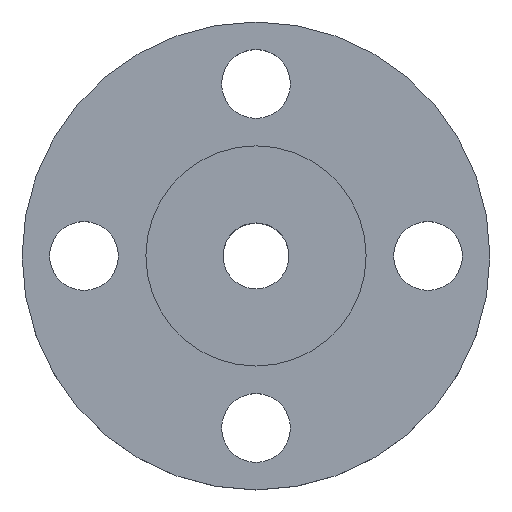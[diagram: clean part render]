
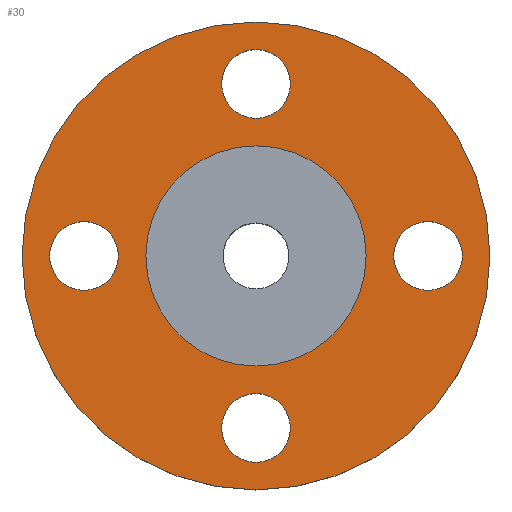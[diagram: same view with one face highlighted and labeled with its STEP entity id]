
A CAD part, top view. The second image highlights one B-rep face of the part: STEP entity #30.
In plain terms, the highlighted planar face has unit normal (0, 0, 1).
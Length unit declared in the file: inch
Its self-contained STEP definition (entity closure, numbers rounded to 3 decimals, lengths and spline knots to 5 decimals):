
#1 = DIRECTION ( 'NONE',  ( 0., 0., 1. ) ) ;
#7 = ORIENTED_EDGE ( 'NONE', *, *, #673, .F. ) ;
#12 = CIRCLE ( 'NONE', #752, 0.3125 ) ;
#15 = EDGE_LOOP ( 'NONE', ( #660, #7 ) ) ;
#21 = DIRECTION ( 'NONE',  ( -1., 0., 0. ) ) ;
#30 = ADVANCED_FACE ( 'NONE', ( #235, #373, #547, #633, #175, #567 ), #832, .F. ) ;
#31 = CIRCLE ( 'NONE', #826, 0.3125 ) ;
#37 = DIRECTION ( 'NONE',  ( 1., 0., 0. ) ) ;
#41 = DIRECTION ( 'NONE',  ( 1., 0., 0. ) ) ;
#69 = CARTESIAN_POINT ( 'NONE',  ( 0., 0., -0.0625 ) ) ;
#70 = ORIENTED_EDGE ( 'NONE', *, *, #220, .F. ) ;
#80 = VERTEX_POINT ( 'NONE', #496 ) ;
#83 = EDGE_LOOP ( 'NONE', ( #734, #279 ) ) ;
#84 = AXIS2_PLACEMENT_3D ( 'NONE', #575, #840, #312 ) ;
#89 = VERTEX_POINT ( 'NONE', #750 ) ;
#105 = CARTESIAN_POINT ( 'NONE',  ( -1.5625, 0., -0.0625 ) ) ;
#109 = CARTESIAN_POINT ( 'NONE',  ( -1.5625, 0., -0.0625 ) ) ;
#114 = CARTESIAN_POINT ( 'NONE',  ( 0., 1.5625, -0.0625 ) ) ;
#117 = CIRCLE ( 'NONE', #472, 1. ) ;
#118 = CIRCLE ( 'NONE', #807, 0.3125 ) ;
#148 = VERTEX_POINT ( 'NONE', #513 ) ;
#165 = DIRECTION ( 'NONE',  ( -1., 0., 0. ) ) ;
#172 = CIRCLE ( 'NONE', #609, 0.3125 ) ;
#175 = FACE_BOUND ( 'NONE', #390, .T. ) ;
#195 = EDGE_CURVE ( 'NONE', #783, #89, #451, .T. ) ;
#200 = VERTEX_POINT ( 'NONE', #308 ) ;
#203 = ORIENTED_EDGE ( 'NONE', *, *, #634, .F. ) ;
#205 = VERTEX_POINT ( 'NONE', #322 ) ;
#213 = CARTESIAN_POINT ( 'NONE',  ( 0., 1.5625, -0.0625 ) ) ;
#220 = EDGE_CURVE ( 'NONE', #200, #743, #117, .T. ) ;
#223 = DIRECTION ( 'NONE',  ( 0., 0., -1. ) ) ;
#227 = CARTESIAN_POINT ( 'NONE',  ( -2.125, 0., -0.0625 ) ) ;
#235 = FACE_BOUND ( 'NONE', #433, .T. ) ;
#243 = EDGE_CURVE ( 'NONE', #391, #309, #12, .T. ) ;
#260 = DIRECTION ( 'NONE',  ( 1., 0., 0. ) ) ;
#264 = DIRECTION ( 'NONE',  ( 0., 0., 1. ) ) ;
#279 = ORIENTED_EDGE ( 'NONE', *, *, #595, .F. ) ;
#288 = CARTESIAN_POINT ( 'NONE',  ( 0.3125, -1.5625, -0.0625 ) ) ;
#303 = CARTESIAN_POINT ( 'NONE',  ( 1.5625, 0., -0.0625 ) ) ;
#307 = AXIS2_PLACEMENT_3D ( 'NONE', #693, #706, #759 ) ;
#308 = CARTESIAN_POINT ( 'NONE',  ( 1., 0., -0.0625 ) ) ;
#309 = VERTEX_POINT ( 'NONE', #859 ) ;
#312 = DIRECTION ( 'NONE',  ( 1., 0., 0. ) ) ;
#322 = CARTESIAN_POINT ( 'NONE',  ( -0.3125, -1.5625, -0.0625 ) ) ;
#325 = CARTESIAN_POINT ( 'NONE',  ( 0., -1.5625, -0.0625 ) ) ;
#345 = CIRCLE ( 'NONE', #773, 2.125 ) ;
#364 = AXIS2_PLACEMENT_3D ( 'NONE', #701, #615, #682 ) ;
#373 = FACE_BOUND ( 'NONE', #15, .T. ) ;
#374 = CARTESIAN_POINT ( 'NONE',  ( 1.5625, 0., -0.0625 ) ) ;
#377 = DIRECTION ( 'NONE',  ( 0., 0., 1. ) ) ;
#378 = EDGE_CURVE ( 'NONE', #649, #205, #31, .T. ) ;
#382 = AXIS2_PLACEMENT_3D ( 'NONE', #109, #440, #41 ) ;
#383 = DIRECTION ( 'NONE',  ( 0., 0., 1. ) ) ;
#390 = EDGE_LOOP ( 'NONE', ( #70, #811 ) ) ;
#391 = VERTEX_POINT ( 'NONE', #478 ) ;
#398 = DIRECTION ( 'NONE',  ( 0., -1., 0. ) ) ;
#402 = ORIENTED_EDGE ( 'NONE', *, *, #243, .F. ) ;
#425 = DIRECTION ( 'NONE',  ( -1., 0., 0. ) ) ;
#433 = EDGE_LOOP ( 'NONE', ( #402, #653 ) ) ;
#436 = AXIS2_PLACEMENT_3D ( 'NONE', #441, #223, #21 ) ;
#440 = DIRECTION ( 'NONE',  ( 0., 0., 1. ) ) ;
#441 = CARTESIAN_POINT ( 'NONE',  ( 0., 1., -0.0625 ) ) ;
#443 = EDGE_CURVE ( 'NONE', #309, #391, #118, .T. ) ;
#451 = CIRCLE ( 'NONE', #84, 2.125 ) ;
#454 = ORIENTED_EDGE ( 'NONE', *, *, #605, .F. ) ;
#461 = EDGE_CURVE ( 'NONE', #89, #783, #345, .T. ) ;
#464 = DIRECTION ( 'NONE',  ( 0., 0., 1. ) ) ;
#472 = AXIS2_PLACEMENT_3D ( 'NONE', #785, #383, #511 ) ;
#478 = CARTESIAN_POINT ( 'NONE',  ( 0.3125, 1.5625, -0.0625 ) ) ;
#484 = VERTEX_POINT ( 'NONE', #566 ) ;
#496 = CARTESIAN_POINT ( 'NONE',  ( 1.875, 0., -0.0625 ) ) ;
#501 = DIRECTION ( 'NONE',  ( 0., 0., 1. ) ) ;
#507 = CIRCLE ( 'NONE', #382, 0.3125 ) ;
#511 = DIRECTION ( 'NONE',  ( 1., 0., 0. ) ) ;
#513 = CARTESIAN_POINT ( 'NONE',  ( -1.875, 0., -0.0625 ) ) ;
#518 = CIRCLE ( 'NONE', #364, 0.3125 ) ;
#539 = EDGE_LOOP ( 'NONE', ( #543, #818 ) ) ;
#543 = ORIENTED_EDGE ( 'NONE', *, *, #461, .T. ) ;
#547 = FACE_BOUND ( 'NONE', #83, .T. ) ;
#559 = CIRCLE ( 'NONE', #717, 0.3125 ) ;
#562 = DIRECTION ( 'NONE',  ( 0., 0., 1. ) ) ;
#566 = CARTESIAN_POINT ( 'NONE',  ( -1.25, 0., -0.0625 ) ) ;
#567 = FACE_OUTER_BOUND ( 'NONE', #539, .T. ) ;
#575 = CARTESIAN_POINT ( 'NONE',  ( 0., 0., -0.0625 ) ) ;
#595 = EDGE_CURVE ( 'NONE', #205, #649, #518, .T. ) ;
#605 = EDGE_CURVE ( 'NONE', #484, #148, #559, .T. ) ;
#609 = AXIS2_PLACEMENT_3D ( 'NONE', #303, #562, #425 ) ;
#615 = DIRECTION ( 'NONE',  ( 0., 0., 1. ) ) ;
#617 = CARTESIAN_POINT ( 'NONE',  ( -1., 0., -0.0625 ) ) ;
#629 = DIRECTION ( 'NONE',  ( 0., 0., 1. ) ) ;
#633 = FACE_BOUND ( 'NONE', #646, .T. ) ;
#634 = EDGE_CURVE ( 'NONE', #148, #484, #507, .T. ) ;
#646 = EDGE_LOOP ( 'NONE', ( #454, #203 ) ) ;
#649 = VERTEX_POINT ( 'NONE', #288 ) ;
#650 = VERTEX_POINT ( 'NONE', #758 ) ;
#653 = ORIENTED_EDGE ( 'NONE', *, *, #443, .F. ) ;
#660 = ORIENTED_EDGE ( 'NONE', *, *, #661, .F. ) ;
#661 = EDGE_CURVE ( 'NONE', #80, #650, #703, .T. ) ;
#673 = EDGE_CURVE ( 'NONE', #650, #80, #172, .T. ) ;
#682 = DIRECTION ( 'NONE',  ( 0., 1., 0. ) ) ;
#693 = CARTESIAN_POINT ( 'NONE',  ( 0., 0., -0.0625 ) ) ;
#701 = CARTESIAN_POINT ( 'NONE',  ( 0., -1.5625, -0.0625 ) ) ;
#703 = CIRCLE ( 'NONE', #797, 0.3125 ) ;
#706 = DIRECTION ( 'NONE',  ( 0., 0., 1. ) ) ;
#717 = AXIS2_PLACEMENT_3D ( 'NONE', #105, #629, #37 ) ;
#734 = ORIENTED_EDGE ( 'NONE', *, *, #378, .F. ) ;
#743 = VERTEX_POINT ( 'NONE', #617 ) ;
#750 = CARTESIAN_POINT ( 'NONE',  ( 2.125, 0., -0.0625 ) ) ;
#752 = AXIS2_PLACEMENT_3D ( 'NONE', #114, #377, #791 ) ;
#758 = CARTESIAN_POINT ( 'NONE',  ( 1.25, 0., -0.0625 ) ) ;
#759 = DIRECTION ( 'NONE',  ( 1., 0., 0. ) ) ;
#773 = AXIS2_PLACEMENT_3D ( 'NONE', #69, #1, #260 ) ;
#783 = VERTEX_POINT ( 'NONE', #227 ) ;
#785 = CARTESIAN_POINT ( 'NONE',  ( 0., 0., -0.0625 ) ) ;
#791 = DIRECTION ( 'NONE',  ( 0., -1., 0. ) ) ;
#797 = AXIS2_PLACEMENT_3D ( 'NONE', #374, #501, #165 ) ;
#801 = DIRECTION ( 'NONE',  ( 0., 1., 0. ) ) ;
#805 = EDGE_CURVE ( 'NONE', #743, #200, #854, .T. ) ;
#807 = AXIS2_PLACEMENT_3D ( 'NONE', #213, #464, #398 ) ;
#811 = ORIENTED_EDGE ( 'NONE', *, *, #805, .F. ) ;
#818 = ORIENTED_EDGE ( 'NONE', *, *, #195, .T. ) ;
#826 = AXIS2_PLACEMENT_3D ( 'NONE', #325, #264, #801 ) ;
#832 = PLANE ( 'NONE',  #436 ) ;
#840 = DIRECTION ( 'NONE',  ( 0., 0., 1. ) ) ;
#854 = CIRCLE ( 'NONE', #307, 1. ) ;
#859 = CARTESIAN_POINT ( 'NONE',  ( -0.3125, 1.5625, -0.0625 ) ) ;
